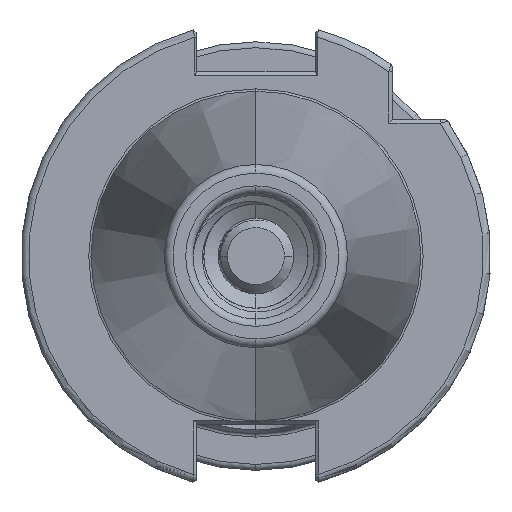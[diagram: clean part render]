
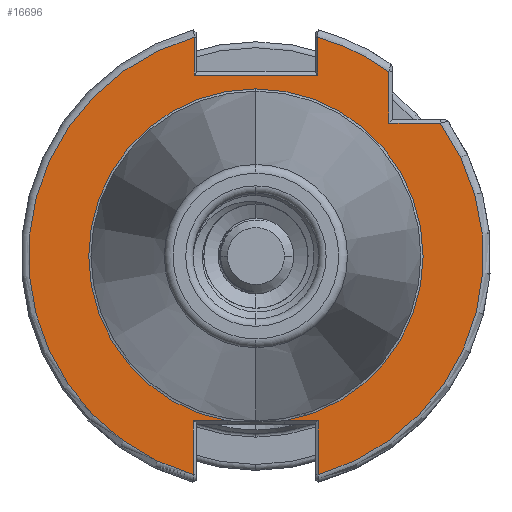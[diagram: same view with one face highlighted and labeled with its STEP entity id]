
A CAD part, left-side view. The second image highlights one B-rep face of the part: STEP entity #16696.
In plain terms, the highlighted planar face has unit normal (-1, 0, 0).
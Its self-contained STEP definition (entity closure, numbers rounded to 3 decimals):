
#1136 = DIRECTION ( 'NONE',  ( 1., 0., 0. ) ) ;
#1147 = DIRECTION ( 'NONE',  ( 0., 0., -1. ) ) ;
#1152 = CARTESIAN_POINT ( 'NONE',  ( 0., 0., 0. ) ) ;
#2270 = CARTESIAN_POINT ( 'NONE',  ( 0., 0., 0. ) ) ;
#2273 = DIRECTION ( 'NONE',  ( -1., 0., 0. ) ) ;
#2292 = DIRECTION ( 'NONE',  ( 0., 0., -1. ) ) ;
#2382 = DIRECTION ( 'NONE',  ( 0., 0., 1. ) ) ;
#2385 = CARTESIAN_POINT ( 'NONE',  ( 0., 8.335, 29.704 ) ) ;
#2428 = CARTESIAN_POINT ( 'NONE',  ( 0., -18., 24.594 ) ) ;
#2433 = DIRECTION ( 'NONE',  ( 0., 0., 1. ) ) ;
#2444 = CARTESIAN_POINT ( 'NONE',  ( 0., -8.335, 25. ) ) ;
#2447 = DIRECTION ( 'NONE',  ( 0., 0., -1. ) ) ;
#2458 = CARTESIAN_POINT ( 'NONE',  ( 0., -18.5, 18. ) ) ;
#2466 = DIRECTION ( 'NONE',  ( 0., 1., 0. ) ) ;
#4250 = EDGE_CURVE ( 'NONE', #27088, #28854, #18755, .T. ) ;
#4287 = EDGE_CURVE ( 'NONE', #26914, #27088, #18722, .T. ) ;
#4301 = EDGE_CURVE ( 'NONE', #28879, #27181, #18733, .T. ) ;
#4313 = EDGE_CURVE ( 'NONE', #26962, #26845, #18801, .T. ) ;
#4316 = EDGE_CURVE ( 'NONE', #27181, #26962, #18736, .T. ) ;
#5501 = DIRECTION ( 'NONE',  ( -1., 0., 0. ) ) ;
#5513 = CARTESIAN_POINT ( 'NONE',  ( 0., 0., 0. ) ) ;
#5519 = CARTESIAN_POINT ( 'NONE',  ( 0., 8.451, 0. ) ) ;
#5521 = DIRECTION ( 'NONE',  ( 0., 0., -1. ) ) ;
#5529 = DIRECTION ( 'NONE',  ( 0., 0., 1. ) ) ;
#5563 = CARTESIAN_POINT ( 'NONE',  ( 0., 8.05, 24.5 ) ) ;
#5580 = DIRECTION ( 'NONE',  ( 0., 1., 0. ) ) ;
#5775 = DIRECTION ( 'NONE',  ( 1., 0., 0. ) ) ;
#5790 = DIRECTION ( 'NONE',  ( 0., 0., -1. ) ) ;
#5794 = CARTESIAN_POINT ( 'NONE',  ( 0., 0., 0. ) ) ;
#5898 = AXIS2_PLACEMENT_3D ( 'NONE', #1152, #1136, #1147 ) ;
#7113 = EDGE_CURVE ( 'NONE', #28854, #28879, #15547, .T. ) ;
#7285 = EDGE_CURVE ( 'NONE', #26977, #26990, #15714, .T. ) ;
#7286 = EDGE_CURVE ( 'NONE', #26990, #26914, #15731, .T. ) ;
#7312 = EDGE_CURVE ( 'NONE', #27099, #26995, #15816, .T. ) ;
#7320 = EDGE_CURVE ( 'NONE', #26912, #27055, #15776, .T. ) ;
#7360 = EDGE_CURVE ( 'NONE', #26995, #26977, #15820, .T. ) ;
#7572 = AXIS2_PLACEMENT_3D ( 'NONE', #5794, #5775, #5790 ) ;
#7768 = AXIS2_PLACEMENT_3D ( 'NONE', #5513, #5501, #5521 ) ;
#7804 = AXIS2_PLACEMENT_3D ( 'NONE', #2270, #2273, #2292 ) ;
#8173 = AXIS2_PLACEMENT_3D ( 'NONE', #30901, #30911, #30888 ) ;
#10457 = CARTESIAN_POINT ( 'NONE',  ( 0., 0., 22.627 ) ) ;
#10553 = CARTESIAN_POINT ( 'NONE',  ( 0., -3.833, -22.3 ) ) ;
#11110 = CARTESIAN_POINT ( 'NONE',  ( 0., 22.692, -22.3 ) ) ;
#11173 = DIRECTION ( 'NONE',  ( 0., -1., 0. ) ) ;
#11274 = CARTESIAN_POINT ( 'NONE',  ( 0., 22.692, -22.3 ) ) ;
#11278 = DIRECTION ( 'NONE',  ( 0., -1., 0. ) ) ;
#11388 = CARTESIAN_POINT ( 'NONE',  ( 0., 0., 0. ) ) ;
#11389 = DIRECTION ( 'NONE',  ( -1., 0., 0. ) ) ;
#11390 = DIRECTION ( 'NONE',  ( 0., 0., -1. ) ) ;
#11466 = DIRECTION ( 'NONE',  ( 0., 0., -1. ) ) ;
#11469 = CARTESIAN_POINT ( 'NONE',  ( 0., -8.451, 0. ) ) ;
#11568 = EDGE_CURVE ( 'NONE', #27055, #27099, #15781, .T. ) ;
#11587 = EDGE_CURVE ( 'NONE', #26999, #26912, #15825, .T. ) ;
#11596 = EDGE_CURVE ( 'NONE', #26845, #26999, #15846, .T. ) ;
#15351 = AXIS2_PLACEMENT_3D ( 'NONE', #11388, #11389, #11390 ) ;
#15547 = CIRCLE ( 'NONE', #7572, 22.627 ) ;
#15714 = CIRCLE ( 'NONE', #7768, 30.775 ) ;
#15715 = VECTOR ( 'NONE', #5529, 1000. ) ;
#15731 = LINE ( 'NONE', #5519, #15715 ) ;
#15776 = CIRCLE ( 'NONE', #7804, 30.775 ) ;
#15781 = LINE ( 'NONE', #2444, #15782 ) ;
#15782 = VECTOR ( 'NONE', #2447, 1000. ) ;
#15803 = VECTOR ( 'NONE', #2382, 1000. ) ;
#15816 = LINE ( 'NONE', #5563, #15817 ) ;
#15817 = VECTOR ( 'NONE', #5580, 1000. ) ;
#15820 = LINE ( 'NONE', #2385, #15803 ) ;
#15825 = LINE ( 'NONE', #2428, #15838 ) ;
#15838 = VECTOR ( 'NONE', #2433, 1000. ) ;
#15839 = VECTOR ( 'NONE', #2466, 1000. ) ;
#15846 = LINE ( 'NONE', #2458, #15839 ) ;
#16373 = FACE_OUTER_BOUND ( 'NONE', #30742, .T. ) ;
#16696 = ADVANCED_FACE ( 'NONE', ( #16373 ), #30907, .F. ) ;
#18040 = ORIENTED_EDGE ( 'NONE', *, *, #7320, .T. ) ;
#18722 = LINE ( 'NONE', #11110, #18757 ) ;
#18733 = LINE ( 'NONE', #11274, #18742 ) ;
#18736 = LINE ( 'NONE', #11469, #18820 ) ;
#18742 = VECTOR ( 'NONE', #11278, 1000. ) ;
#18755 = CIRCLE ( 'NONE', #5898, 22.627 ) ;
#18757 = VECTOR ( 'NONE', #11173, 1000. ) ;
#18801 = CIRCLE ( 'NONE', #15351, 30.775 ) ;
#18820 = VECTOR ( 'NONE', #11466, 1000. ) ;
#22536 = CARTESIAN_POINT ( 'NONE',  ( 0., 8.451, -22.3 ) ) ;
#22556 = CARTESIAN_POINT ( 'NONE',  ( 0., -24.962, 18. ) ) ;
#22584 = CARTESIAN_POINT ( 'NONE',  ( 0., 8.335, 24.5 ) ) ;
#22638 = CARTESIAN_POINT ( 'NONE',  ( 0., -8.451, -29.592 ) ) ;
#22722 = CARTESIAN_POINT ( 'NONE',  ( 0., 8.335, 29.625 ) ) ;
#22736 = CARTESIAN_POINT ( 'NONE',  ( 0., 8.451, -29.592 ) ) ;
#22748 = CARTESIAN_POINT ( 'NONE',  ( 0., -18., 18. ) ) ;
#22756 = CARTESIAN_POINT ( 'NONE',  ( 0., -18., 24.962 ) ) ;
#22790 = CARTESIAN_POINT ( 'NONE',  ( 0., 3.833, -22.3 ) ) ;
#22836 = CARTESIAN_POINT ( 'NONE',  ( 0., -8.335, 24.5 ) ) ;
#22860 = CARTESIAN_POINT ( 'NONE',  ( 0., -8.335, 29.625 ) ) ;
#22958 = CARTESIAN_POINT ( 'NONE',  ( 0., -8.451, -22.3 ) ) ;
#25035 = ORIENTED_EDGE ( 'NONE', *, *, #11587, .T. ) ;
#25045 = ORIENTED_EDGE ( 'NONE', *, *, #7286, .T. ) ;
#25047 = ORIENTED_EDGE ( 'NONE', *, *, #11596, .T. ) ;
#25053 = ORIENTED_EDGE ( 'NONE', *, *, #7113, .T. ) ;
#25057 = ORIENTED_EDGE ( 'NONE', *, *, #7285, .T. ) ;
#25062 = ORIENTED_EDGE ( 'NONE', *, *, #11568, .T. ) ;
#25067 = ORIENTED_EDGE ( 'NONE', *, *, #4316, .T. ) ;
#25068 = ORIENTED_EDGE ( 'NONE', *, *, #7360, .T. ) ;
#25075 = ORIENTED_EDGE ( 'NONE', *, *, #4287, .T. ) ;
#25081 = ORIENTED_EDGE ( 'NONE', *, *, #4250, .T. ) ;
#25090 = ORIENTED_EDGE ( 'NONE', *, *, #4301, .T. ) ;
#25091 = ORIENTED_EDGE ( 'NONE', *, *, #7312, .T. ) ;
#25095 = ORIENTED_EDGE ( 'NONE', *, *, #4313, .T. ) ;
#26845 = VERTEX_POINT ( 'NONE', #22556 ) ;
#26912 = VERTEX_POINT ( 'NONE', #22756 ) ;
#26914 = VERTEX_POINT ( 'NONE', #22536 ) ;
#26962 = VERTEX_POINT ( 'NONE', #22638 ) ;
#26977 = VERTEX_POINT ( 'NONE', #22722 ) ;
#26990 = VERTEX_POINT ( 'NONE', #22736 ) ;
#26995 = VERTEX_POINT ( 'NONE', #22584 ) ;
#26999 = VERTEX_POINT ( 'NONE', #22748 ) ;
#27055 = VERTEX_POINT ( 'NONE', #22860 ) ;
#27088 = VERTEX_POINT ( 'NONE', #22790 ) ;
#27099 = VERTEX_POINT ( 'NONE', #22836 ) ;
#27181 = VERTEX_POINT ( 'NONE', #22958 ) ;
#28854 = VERTEX_POINT ( 'NONE', #10457 ) ;
#28879 = VERTEX_POINT ( 'NONE', #10553 ) ;
#30742 = EDGE_LOOP ( 'NONE', ( #25047, #25035, #18040, #25062, #25091, #25068, #25057, #25045, #25075, #25081, #25053, #25090, #25067, #25095 ) ) ;
#30888 = DIRECTION ( 'NONE',  ( 0., 0., -1. ) ) ;
#30901 = CARTESIAN_POINT ( 'NONE',  ( 0., 22.692, 0. ) ) ;
#30907 = PLANE ( 'NONE',  #8173 ) ;
#30911 = DIRECTION ( 'NONE',  ( 1., 0., 0. ) ) ;
